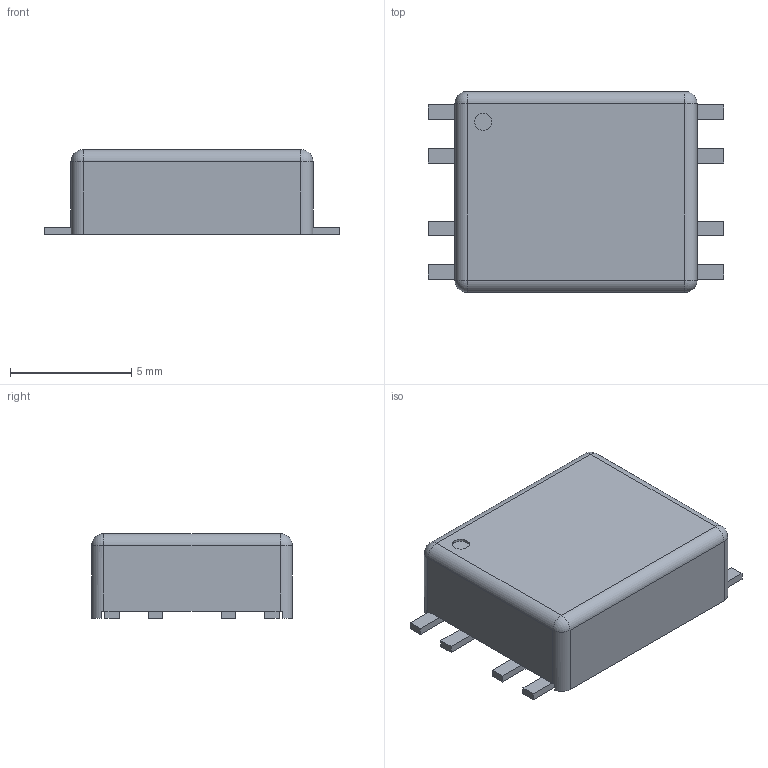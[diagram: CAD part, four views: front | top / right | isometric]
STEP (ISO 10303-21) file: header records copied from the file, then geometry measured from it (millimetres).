
FILE_DESCRIPTION(('FreeCAD Model'),'2;1');
FILE_NAME('Open CASCADE Shape Model','2024-02-10T17:26:47',(''),(''), 'Open CASCADE STEP processor 7.6','FreeCAD','Unknown');
FILE_SCHEMA(('AUTOMOTIVE_DESIGN { 1 0 10303 214 1 1 1 1 }'));
Length unit declared in the file: millimetre
Products named in the file (3): Unnamed; Body; Body001
Assembly tree (2 placements, depth 2):
  Unnamed
    Body
    Body001
Bounding box: 12.2 x 8.3 x 3.5 mm (x, y, z)
Volume: 267.5 mm3; surface area: 309.1 mm2
Topology: 9 solids, 9 shells, 72 faces, 151 edges, 94 vertices
Faces by surface type: plane 59, cylinder 9, sphere 4
Full cylindrical faces by diameter (mm): 0.712 x1
Entity records: 1973 total; most frequent: DIRECTION 319, CARTESIAN_POINT 316, ORIENTED_EDGE 294, EDGE_CURVE 147, LINE 125, VECTOR 125, AXIS2_PLACEMENT_3D 97, VERTEX_POINT 94
